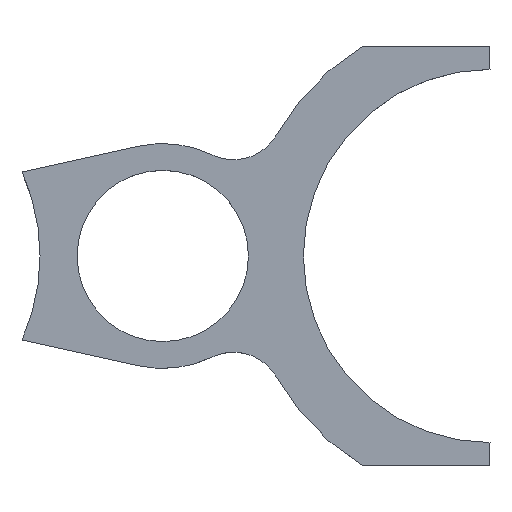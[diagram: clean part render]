
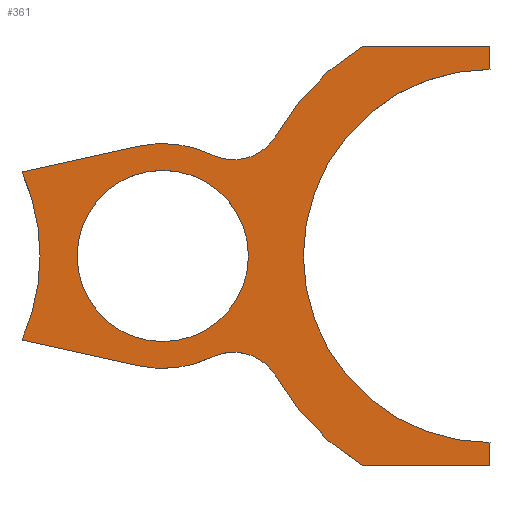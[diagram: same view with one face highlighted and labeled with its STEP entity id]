
A CAD part, top view. The second image highlights one B-rep face of the part: STEP entity #361.
In plain terms, the highlighted planar face has unit normal (0, 0, 1).
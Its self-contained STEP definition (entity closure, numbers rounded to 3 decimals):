
#27=FACE_BOUND('',#67,.T.);
#46=FACE_OUTER_BOUND('',#66,.T.);
#66=EDGE_LOOP('',(#318,#319,#320,#321,#322,#323,#324,#325,#326,#327,#328,
#329,#330,#331,#332,#333));
#67=EDGE_LOOP('',(#334));
#79=CIRCLE('',#389,8.375);
#80=CIRCLE('',#391,11.);
#81=CIRCLE('',#393,4.86);
#82=CIRCLE('',#395,24.);
#83=CIRCLE('',#399,18.25);
#84=CIRCLE('',#401,18.25);
#85=CIRCLE('',#405,24.);
#86=CIRCLE('',#407,4.86);
#87=CIRCLE('',#409,11.);
#88=CIRCLE('',#412,20.);
#89=CIRCLE('',#414,20.);
#101=LINE('',#586,#130);
#103=LINE('',#590,#132);
#107=LINE('',#602,#136);
#109=LINE('',#606,#138);
#114=LINE('',#622,#143);
#118=LINE('',#633,#147);
#130=VECTOR('',#472,10.);
#132=VECTOR('',#476,10.);
#136=VECTOR('',#490,10.);
#138=VECTOR('',#494,10.);
#143=VECTOR('',#513,10.);
#147=VECTOR('',#527,10.);
#165=VERTEX_POINT('',#567);
#166=VERTEX_POINT('',#571);
#167=VERTEX_POINT('',#573);
#168=VERTEX_POINT('',#577);
#169=VERTEX_POINT('',#581);
#170=VERTEX_POINT('',#585);
#171=VERTEX_POINT('',#589);
#172=VERTEX_POINT('',#593);
#173=VERTEX_POINT('',#597);
#174=VERTEX_POINT('',#601);
#175=VERTEX_POINT('',#605);
#176=VERTEX_POINT('',#609);
#177=VERTEX_POINT('',#613);
#178=VERTEX_POINT('',#617);
#179=VERTEX_POINT('',#621);
#180=VERTEX_POINT('',#625);
#181=VERTEX_POINT('',#629);
#199=EDGE_CURVE('',#165,#165,#79,.T.);
#202=EDGE_CURVE('',#167,#166,#80,.T.);
#204=EDGE_CURVE('',#168,#167,#81,.T.);
#206=EDGE_CURVE('',#169,#168,#82,.T.);
#208=EDGE_CURVE('',#170,#169,#101,.T.);
#210=EDGE_CURVE('',#171,#170,#103,.T.);
#212=EDGE_CURVE('',#172,#171,#83,.T.);
#214=EDGE_CURVE('',#173,#172,#84,.T.);
#216=EDGE_CURVE('',#174,#173,#107,.T.);
#218=EDGE_CURVE('',#175,#174,#109,.T.);
#220=EDGE_CURVE('',#176,#175,#85,.T.);
#222=EDGE_CURVE('',#177,#176,#86,.T.);
#224=EDGE_CURVE('',#178,#177,#87,.T.);
#226=EDGE_CURVE('',#179,#178,#114,.T.);
#228=EDGE_CURVE('',#180,#179,#88,.T.);
#230=EDGE_CURVE('',#181,#180,#89,.T.);
#232=EDGE_CURVE('',#166,#181,#118,.T.);
#318=ORIENTED_EDGE('',*,*,#232,.T.);
#319=ORIENTED_EDGE('',*,*,#230,.T.);
#320=ORIENTED_EDGE('',*,*,#228,.T.);
#321=ORIENTED_EDGE('',*,*,#226,.T.);
#322=ORIENTED_EDGE('',*,*,#224,.T.);
#323=ORIENTED_EDGE('',*,*,#222,.T.);
#324=ORIENTED_EDGE('',*,*,#220,.T.);
#325=ORIENTED_EDGE('',*,*,#218,.T.);
#326=ORIENTED_EDGE('',*,*,#216,.T.);
#327=ORIENTED_EDGE('',*,*,#214,.T.);
#328=ORIENTED_EDGE('',*,*,#212,.T.);
#329=ORIENTED_EDGE('',*,*,#210,.T.);
#330=ORIENTED_EDGE('',*,*,#208,.T.);
#331=ORIENTED_EDGE('',*,*,#206,.T.);
#332=ORIENTED_EDGE('',*,*,#204,.T.);
#333=ORIENTED_EDGE('',*,*,#202,.T.);
#334=ORIENTED_EDGE('',*,*,#199,.T.);
#342=PLANE('',#416);
#361=ADVANCED_FACE('',(#46,#27),#342,.T.);
#389=AXIS2_PLACEMENT_3D('',#568,#451,#452);
#391=AXIS2_PLACEMENT_3D('',#574,#457,#458);
#393=AXIS2_PLACEMENT_3D('',#578,#462,#463);
#395=AXIS2_PLACEMENT_3D('',#582,#467,#468);
#399=AXIS2_PLACEMENT_3D('',#594,#480,#481);
#401=AXIS2_PLACEMENT_3D('',#598,#485,#486);
#405=AXIS2_PLACEMENT_3D('',#610,#498,#499);
#407=AXIS2_PLACEMENT_3D('',#614,#503,#504);
#409=AXIS2_PLACEMENT_3D('',#618,#508,#509);
#412=AXIS2_PLACEMENT_3D('',#626,#517,#518);
#414=AXIS2_PLACEMENT_3D('',#630,#522,#523);
#416=AXIS2_PLACEMENT_3D('',#634,#528,#529);
#451=DIRECTION('center_axis',(0.,0.,-1.));
#452=DIRECTION('ref_axis',(1.,0.,0.));
#457=DIRECTION('center_axis',(0.,0.,1.));
#458=DIRECTION('ref_axis',(0.436,0.9,0.));
#462=DIRECTION('center_axis',(0.,0.,-1.));
#463=DIRECTION('ref_axis',(0.869,-0.495,0.));
#467=DIRECTION('center_axis',(0.,0.,1.));
#468=DIRECTION('ref_axis',(-0.52,0.854,0.));
#472=DIRECTION('',(-1.,0.,0.));
#476=DIRECTION('',(0.,1.,0.));
#480=DIRECTION('center_axis',(0.,0.,-1.));
#481=DIRECTION('ref_axis',(-1.,0.,0.));
#485=DIRECTION('center_axis',(0.,0.,-1.));
#486=DIRECTION('ref_axis',(0.,-1.,0.));
#490=DIRECTION('',(0.,1.,0.));
#494=DIRECTION('',(1.,0.,0.));
#498=DIRECTION('center_axis',(0.,0.,1.));
#499=DIRECTION('ref_axis',(-0.869,-0.495,0.));
#503=DIRECTION('center_axis',(0.,0.,-1.));
#504=DIRECTION('ref_axis',(-0.436,0.9,0.));
#508=DIRECTION('center_axis',(0.,0.,1.));
#509=DIRECTION('ref_axis',(-0.216,-0.976,0.));
#513=DIRECTION('',(0.976,-0.216,0.));
#517=DIRECTION('center_axis',(0.,0.,-1.));
#518=DIRECTION('ref_axis',(1.,0.,0.));
#522=DIRECTION('center_axis',(0.,0.,-1.));
#523=DIRECTION('ref_axis',(0.912,0.411,0.));
#527=DIRECTION('',(-0.976,-0.216,0.));
#528=DIRECTION('center_axis',(0.,0.,1.));
#529=DIRECTION('ref_axis',(1.,0.,0.));
#567=CARTESIAN_POINT('',(-8.375,0.,1.));
#568=CARTESIAN_POINT('Origin',(0.,0.,
1.));
#571=CARTESIAN_POINT('',(-2.379,10.74,1.));
#573=CARTESIAN_POINT('',(4.797,9.899,1.));
#574=CARTESIAN_POINT('Origin',(0.,0.,1.));
#577=CARTESIAN_POINT('',(11.14,11.869,1.));
#578=CARTESIAN_POINT('Origin',(6.916,14.273,1.));
#581=CARTESIAN_POINT('',(19.52,20.5,1.));
#582=CARTESIAN_POINT('Origin',(32.,0.,1.));
#585=CARTESIAN_POINT('',(32.,20.5,1.));
#586=CARTESIAN_POINT('',(32.,20.5,1.));
#589=CARTESIAN_POINT('',(32.,18.25,1.));
#590=CARTESIAN_POINT('',(32.,18.25,1.));
#593=CARTESIAN_POINT('',(13.75,0.,1.));
#594=CARTESIAN_POINT('Origin',(32.,0.,1.));
#597=CARTESIAN_POINT('',(32.,-18.25,1.));
#598=CARTESIAN_POINT('Origin',(32.,0.,1.));
#601=CARTESIAN_POINT('',(32.,-20.5,1.));
#602=CARTESIAN_POINT('',(32.,-20.5,1.));
#605=CARTESIAN_POINT('',(19.52,-20.5,1.));
#606=CARTESIAN_POINT('',(19.52,-20.5,1.));
#609=CARTESIAN_POINT('',(11.14,-11.869,1.));
#610=CARTESIAN_POINT('Origin',(32.,0.,1.));
#613=CARTESIAN_POINT('',(4.797,-9.899,1.));
#614=CARTESIAN_POINT('Origin',(6.916,-14.273,1.));
#617=CARTESIAN_POINT('',(-2.379,-10.74,1.));
#618=CARTESIAN_POINT('Origin',(0.,0.,1.));
#621=CARTESIAN_POINT('',(-13.766,-8.218,1.));
#622=CARTESIAN_POINT('',(-13.766,-8.218,1.));
#625=CARTESIAN_POINT('',(-12.,0.,1.));
#626=CARTESIAN_POINT('Origin',(-32.,0.,1.));
#629=CARTESIAN_POINT('',(-13.766,8.218,1.));
#630=CARTESIAN_POINT('Origin',(-32.,0.,1.));
#633=CARTESIAN_POINT('',(-2.379,10.74,1.));
#634=CARTESIAN_POINT('Origin',(9.117,0.,1.));
